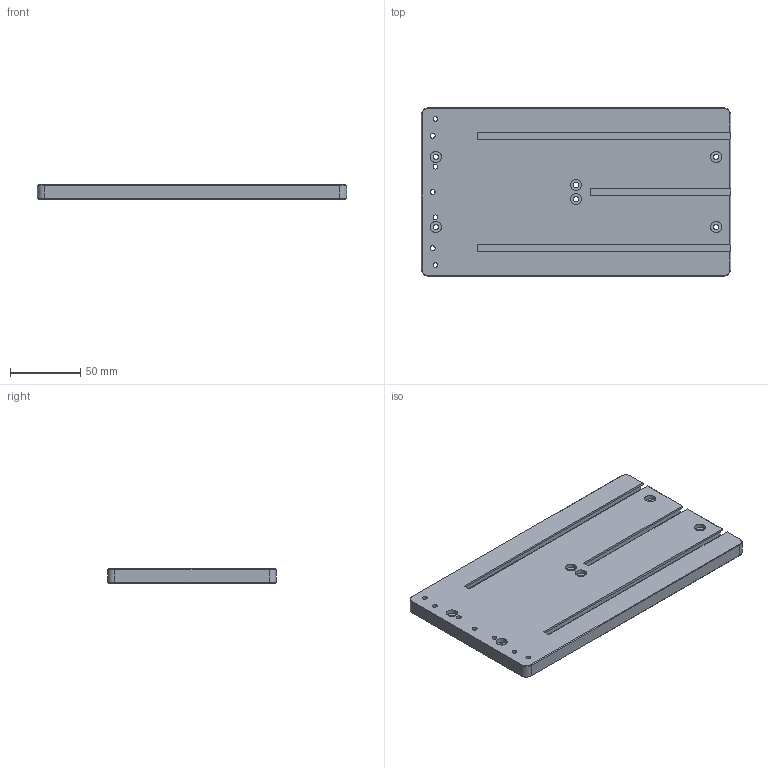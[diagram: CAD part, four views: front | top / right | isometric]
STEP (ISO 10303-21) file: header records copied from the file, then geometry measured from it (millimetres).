
FILE_DESCRIPTION(/* description */ (''),/* implementation_level */ '2;1');
FILE_NAME(/* name */ 'Table.step',/* time_stamp */ '2020-06-17T17:40:12-04:00',/* author */ (''),/* organization */ (''),/* preprocessor_version */ 'ST-DEVELOPER v18.1',/* originating_system */ 'Autodesk Translation Framework v9.3.0.1241',/* authorisation */ '');
FILE_SCHEMA (('AUTOMOTIVE_DESIGN { 1 0 10303 214 3 1 1 }'));
Length unit declared in the file: millimetre
Products named in the file (1): Table
Bounding box: 220 x 120 x 10 mm (x, y, z)
Volume: 234346.3 mm3; surface area: 70618.6 mm2
Topology: 1 solids, 1 shells, 126 faces, 302 edges, 187 vertices
Faces by surface type: plane 86, cylinder 23, cone 17
Full cylindrical faces by diameter (mm): 3.4 x7, 3.75 x4, 3.78 x2, 7.925 x6
Entity records: 3677 total; most frequent: DIRECTION 619, CARTESIAN_POINT 616, ORIENTED_EDGE 604, EDGE_CURVE 302, LINE 239, VECTOR 239, AXIS2_PLACEMENT_3D 190, VERTEX_POINT 187
